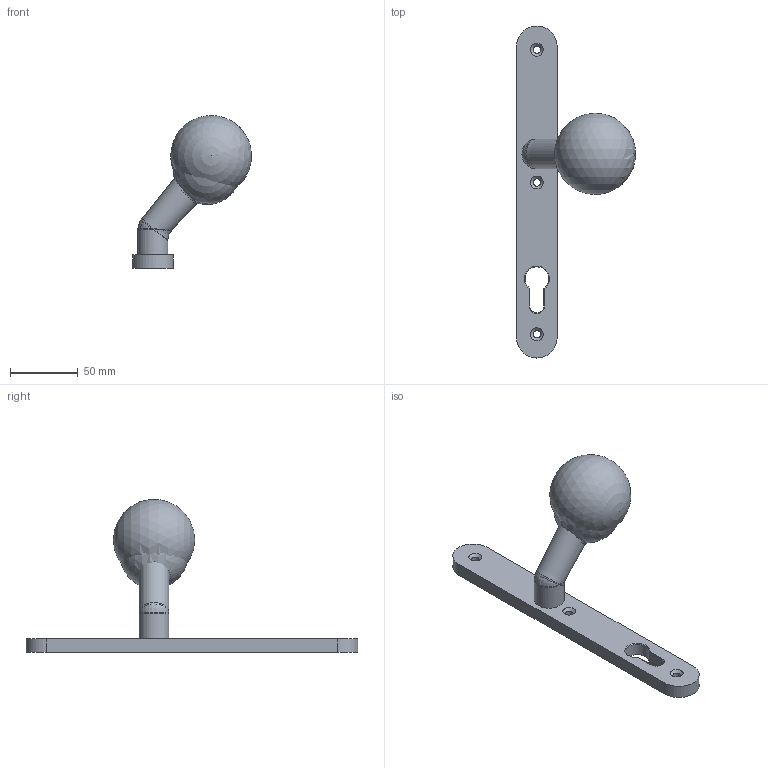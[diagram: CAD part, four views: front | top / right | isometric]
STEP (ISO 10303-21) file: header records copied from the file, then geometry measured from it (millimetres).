
FILE_DESCRIPTION (( 'STEP AP203' ), '1' );
FILE_NAME ('15661.STEP', '2022-05-16T09:53:49', ( '' ), ( '' ), 'SwSTEP 2.0', 'SolidWorks 2018', '' );
FILE_SCHEMA (( 'CONFIG_CONTROL_DESIGN' ));
Length unit declared in the file: millimetre
Products named in the file (4): 15661 Teil1_15661 Teil1; 15661 Teil2_15661 Teil2; DIN 7991 Konfig_M12x20; 15661
Assembly tree (3 placements, depth 2):
  15661
    15661 Teil1_15661 Teil1
    15661 Teil2_15661 Teil2
    DIN 7991 Konfig_M12x20
Bounding box: 87.76 x 245 x 112.76 mm (x, y, z)
Volume: 284434.8 mm3; surface area: 51038.8 mm2
Topology: 4 solids, 4 shells, 284 faces, 756 edges, 492 vertices
Faces by surface type: plane 144, bspline 96, cylinder 27, cone 9, sphere 4, torus 4
Full cylindrical faces by diameter (mm): 5.5 x3, 10.2 x2, 12 x1, 22 x5, 24 x1, 25 x1
Entity records: 13222 total; most frequent: CARTESIAN_POINT 6588, ORIENTED_EDGE 1422, DIRECTION 960, EDGE_CURVE 711, VERTEX_POINT 481, VECTOR 438, LINE 438, EDGE_LOOP 340
